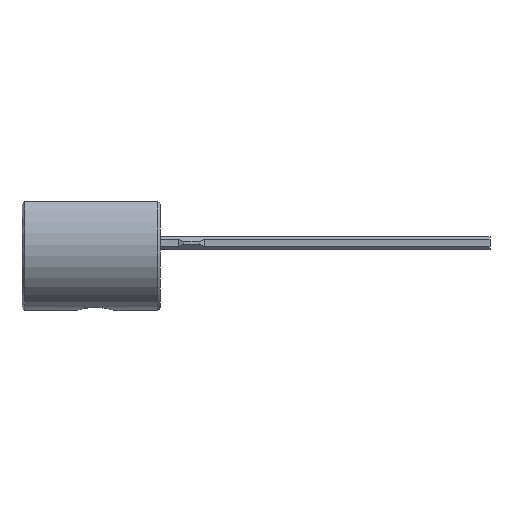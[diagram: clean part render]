
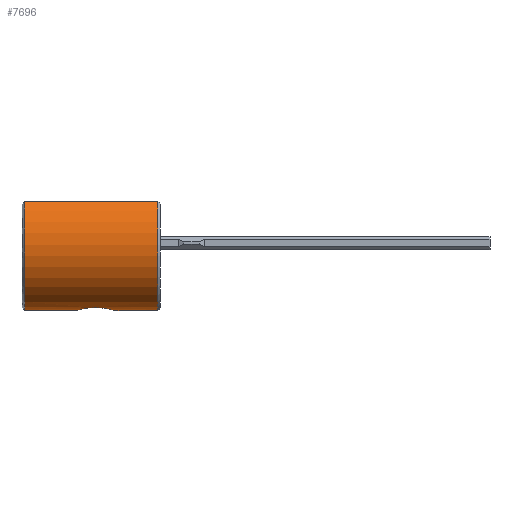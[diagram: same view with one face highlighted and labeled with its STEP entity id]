
A CAD part, left-side view. The second image highlights one B-rep face of the part: STEP entity #7696.
In plain terms, the highlighted cylindrical face has radius 2.6 mm (diameter 5.2 mm), a partial arc.
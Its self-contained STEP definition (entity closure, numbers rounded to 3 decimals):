
#344 = CARTESIAN_POINT ( 'NONE',  ( 0., 5.33, 0. ) ) ;
#504 = CARTESIAN_POINT ( 'NONE',  ( 0., 3.25, -2.6 ) ) ;
#562 = CARTESIAN_POINT ( 'NONE',  ( -0.73, 2.303, -2.496 ) ) ;
#794 = EDGE_LOOP ( 'NONE', ( #7217, #4696, #6495, #1354, #9214, #7941, #10981 ) ) ;
#830 = DIRECTION ( 'NONE',  ( 0., -1., 0. ) ) ;
#893 = CARTESIAN_POINT ( 'NONE',  ( -0.73, 2.697, -2.496 ) ) ;
#958 = CARTESIAN_POINT ( 'NONE',  ( 0., 5.23, -2.6 ) ) ;
#1000 = DIRECTION ( 'NONE',  ( 0., -1., 0. ) ) ;
#1354 = ORIENTED_EDGE ( 'NONE', *, *, #8312, .T. ) ;
#1688 = VECTOR ( 'NONE', #830, 1000. ) ;
#1713 = VERTEX_POINT ( 'NONE', #7634 ) ;
#1763 = DIRECTION ( 'NONE',  ( 0., -1., 0. ) ) ;
#1858 = CARTESIAN_POINT ( 'NONE',  ( -0.461, 3.099, -2.56 ) ) ;
#2198 = CYLINDRICAL_SURFACE ( 'NONE', #12528, 2.6 ) ;
#2691 = CIRCLE ( 'NONE', #9898, 2.6 ) ;
#2819 = CARTESIAN_POINT ( 'NONE',  ( -0.098, 3.25, -2.6 ) ) ;
#2948 = VERTEX_POINT ( 'NONE', #5472 ) ;
#3030 = CARTESIAN_POINT ( 'NONE',  ( 0., 0.1, 0. ) ) ;
#3104 = CARTESIAN_POINT ( 'NONE',  ( 0., 5.33, -2.6 ) ) ;
#3145 = VERTEX_POINT ( 'NONE', #958 ) ;
#3471 = VERTEX_POINT ( 'NONE', #10206 ) ;
#3500 = CARTESIAN_POINT ( 'NONE',  ( -0.198, 1.75, -2.6 ) ) ;
#4260 = DIRECTION ( 'NONE',  ( 0., -1., 0. ) ) ;
#4472 = CARTESIAN_POINT ( 'NONE',  ( -0.655, 2.122, -2.516 ) ) ;
#4696 = ORIENTED_EDGE ( 'NONE', *, *, #11957, .T. ) ;
#4744 = VECTOR ( 'NONE', #1763, 1000. ) ;
#4813 = CARTESIAN_POINT ( 'NONE',  ( -0.75, 2.598, -2.489 ) ) ;
#4922 = DIRECTION ( 'NONE',  ( 0., 0., 1. ) ) ;
#5075 = CARTESIAN_POINT ( 'NONE',  ( -0.75, 2.5, -2.489 ) ) ;
#5443 = CARTESIAN_POINT ( 'NONE',  ( -0.75, 2.5, -2.489 ) ) ;
#5472 = CARTESIAN_POINT ( 'NONE',  ( 0., 1.75, -2.6 ) ) ;
#5716 = LINE ( 'NONE', #9650, #1688 ) ;
#5721 = VECTOR ( 'NONE', #7046, 1000. ) ;
#5792 = CARTESIAN_POINT ( 'NONE',  ( -0.6, 2.961, -2.531 ) ) ;
#6058 = EDGE_CURVE ( 'NONE', #3471, #10546, #11918, .T. ) ;
#6495 = ORIENTED_EDGE ( 'NONE', *, *, #7917, .T. ) ;
#6542 = AXIS2_PLACEMENT_3D ( 'NONE', #3030, #6968, #10892 ) ;
#6658 = LINE ( 'NONE', #10587, #4744 ) ;
#6758 = CARTESIAN_POINT ( 'NONE',  ( -0.197, 3.23, -2.594 ) ) ;
#6800 = VERTEX_POINT ( 'NONE', #504 ) ;
#6968 = DIRECTION ( 'NONE',  ( 0., 1., 0. ) ) ;
#7046 = DIRECTION ( 'NONE',  ( 0., -1., 0. ) ) ;
#7217 = ORIENTED_EDGE ( 'NONE', *, *, #10697, .T. ) ;
#7290 = EDGE_CURVE ( 'NONE', #2948, #3471, #11927, .T. ) ;
#7447 = CARTESIAN_POINT ( 'NONE',  ( 0., 1.75, -2.6 ) ) ;
#7515 = CARTESIAN_POINT ( 'NONE',  ( -2.049, 0.1, 1.6 ) ) ;
#7634 = CARTESIAN_POINT ( 'NONE',  ( -2.049, 5.23, 1.6 ) ) ;
#7696 = ADVANCED_FACE ( 'NONE', ( #11030 ), #2198, .T. ) ;
#7917 = EDGE_CURVE ( 'NONE', #6800, #9710, #11872, .T. ) ;
#7941 = ORIENTED_EDGE ( 'NONE', *, *, #6058, .T. ) ;
#8196 = DIRECTION ( 'NONE',  ( 0., 0., -1. ) ) ;
#8312 = EDGE_CURVE ( 'NONE', #9710, #2948, #8789, .T. ) ;
#8406 = CARTESIAN_POINT ( 'NONE',  ( -0.6, 2.039, -2.531 ) ) ;
#8738 = CARTESIAN_POINT ( 'NONE',  ( -0.75, 2.5, -2.489 ) ) ;
#8789 = B_SPLINE_CURVE_WITH_KNOTS ( 'NONE', 3,
 ( #5443, #9374, #562, #4472, #8406, #12343, #3500, #7447 ),
 .UNSPECIFIED., .F., .F.,
 ( 4, 2, 2, 4 ),
 ( 0.002, 0.003, 0.003, 0.004 ),
 .UNSPECIFIED. ) ;
#9214 = ORIENTED_EDGE ( 'NONE', *, *, #7290, .T. ) ;
#9374 = CARTESIAN_POINT ( 'NONE',  ( -0.75, 2.402, -2.489 ) ) ;
#9650 = CARTESIAN_POINT ( 'NONE',  ( 0., 5.33, -2.6 ) ) ;
#9710 = VERTEX_POINT ( 'NONE', #5075 ) ;
#9712 = CARTESIAN_POINT ( 'NONE',  ( -0.655, 2.878, -2.516 ) ) ;
#9821 = CARTESIAN_POINT ( 'NONE',  ( 0., 5.23, 0. ) ) ;
#9898 = AXIS2_PLACEMENT_3D ( 'NONE', #9821, #1000, #4922 ) ;
#10206 = CARTESIAN_POINT ( 'NONE',  ( 0., 0.1, -2.6 ) ) ;
#10546 = VERTEX_POINT ( 'NONE', #7515 ) ;
#10587 = CARTESIAN_POINT ( 'NONE',  ( -2.049, 5.33, 1.6 ) ) ;
#10686 = CARTESIAN_POINT ( 'NONE',  ( -0.379, 3.155, -2.574 ) ) ;
#10697 = EDGE_CURVE ( 'NONE', #1713, #3145, #2691, .T. ) ;
#10892 = DIRECTION ( 'NONE',  ( 0., 0., 1. ) ) ;
#10981 = ORIENTED_EDGE ( 'NONE', *, *, #11017, .F. ) ;
#11017 = EDGE_CURVE ( 'NONE', #1713, #10546, #6658, .T. ) ;
#11030 = FACE_OUTER_BOUND ( 'NONE', #794, .T. ) ;
#11632 = CARTESIAN_POINT ( 'NONE',  ( 0., 3.25, -2.6 ) ) ;
#11872 = B_SPLINE_CURVE_WITH_KNOTS ( 'NONE', 3,
 ( #11632, #2819, #6758, #10686, #1858, #5792, #9712, #893, #4813, #8738 ),
 .UNSPECIFIED., .F., .F.,
 ( 4, 2, 2, 2, 4 ),
 ( 0.001, 0.001, 0.002, 0.002, 0.002 ),
 .UNSPECIFIED. ) ;
#11918 = CIRCLE ( 'NONE', #6542, 2.6 ) ;
#11927 = LINE ( 'NONE', #3104, #5721 ) ;
#11957 = EDGE_CURVE ( 'NONE', #3145, #6800, #5716, .T. ) ;
#12343 = CARTESIAN_POINT ( 'NONE',  ( -0.392, 1.831, -2.574 ) ) ;
#12528 = AXIS2_PLACEMENT_3D ( 'NONE', #344, #4260, #8196 ) ;
